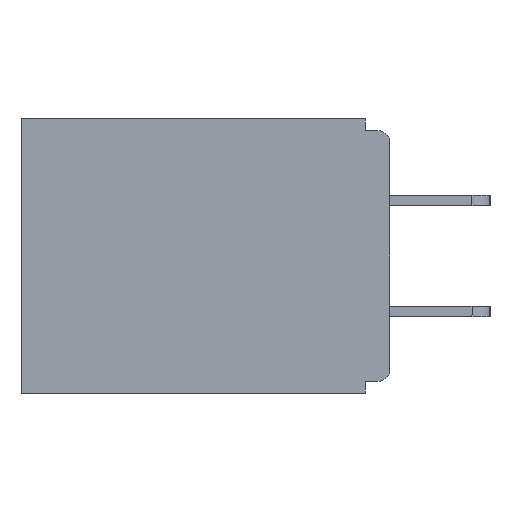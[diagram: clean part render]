
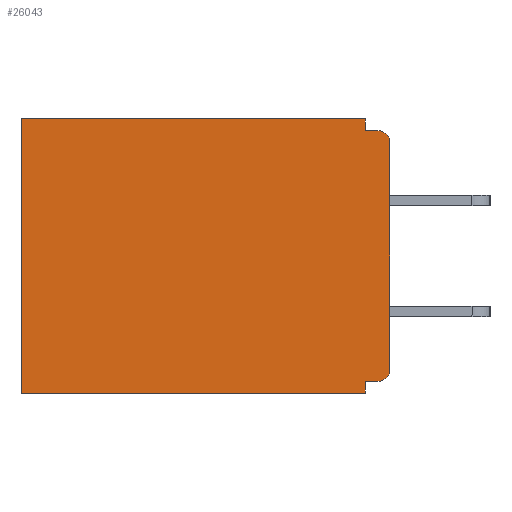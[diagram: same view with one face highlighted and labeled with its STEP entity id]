
A CAD part, left-side view. The second image highlights one B-rep face of the part: STEP entity #26043.
In plain terms, the highlighted planar face has unit normal (-1, 0, 0).
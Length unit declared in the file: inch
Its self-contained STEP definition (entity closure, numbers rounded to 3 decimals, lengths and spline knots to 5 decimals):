
#186 = VERTEX_POINT ( 'NONE', #26239 ) ;
#442 = DIRECTION ( 'NONE',  ( 0., 0., -1. ) ) ;
#674 = CARTESIAN_POINT ( 'NONE',  ( 0.298, 0., -0.343 ) ) ;
#1173 = CARTESIAN_POINT ( 'NONE',  ( 0.298, 0.46, 0. ) ) ;
#2036 = VECTOR ( 'NONE', #11762, 39.37008 ) ;
#2594 = LINE ( 'NONE', #674, #23956 ) ;
#2609 = ORIENTED_EDGE ( 'NONE', *, *, #21515, .F. ) ;
#2693 = LINE ( 'NONE', #17833, #2036 ) ;
#2925 = DIRECTION ( 'NONE',  ( 0., -1., 0. ) ) ;
#2979 = CARTESIAN_POINT ( 'NONE',  ( 0.298, 0., 0. ) ) ;
#3268 = CARTESIAN_POINT ( 'NONE',  ( 0.298, 0.031, -0.343 ) ) ;
#3684 = VERTEX_POINT ( 'NONE', #5505 ) ;
#3700 = EDGE_CURVE ( 'NONE', #16406, #3684, #2693, .T. ) ;
#4306 = AXIS2_PLACEMENT_3D ( 'NONE', #2979, #19260, #17478 ) ;
#4849 = CARTESIAN_POINT ( 'NONE',  ( 0.298, 0., -0.313 ) ) ;
#5505 = CARTESIAN_POINT ( 'NONE',  ( 0.298, 0.031, -0.015 ) ) ;
#5723 = VERTEX_POINT ( 'NONE', #24505 ) ;
#5743 = VECTOR ( 'NONE', #24757, 39.37008 ) ;
#5860 = ORIENTED_EDGE ( 'NONE', *, *, #3700, .F. ) ;
#5937 = DIRECTION ( 'NONE',  ( 0., 0., -1. ) ) ;
#6018 = CARTESIAN_POINT ( 'NONE',  ( 0.298, 0.015, -0.03 ) ) ;
#6040 = VERTEX_POINT ( 'NONE', #18706 ) ;
#6513 = ORIENTED_EDGE ( 'NONE', *, *, #15721, .T. ) ;
#6921 = EDGE_CURVE ( 'NONE', #25392, #186, #20282, .T. ) ;
#7068 = ORIENTED_EDGE ( 'NONE', *, *, #25485, .F. ) ;
#7139 = FACE_OUTER_BOUND ( 'NONE', #12972, .T. ) ;
#7517 = EDGE_CURVE ( 'NONE', #16406, #19249, #19652, .T. ) ;
#8480 = LINE ( 'NONE', #16060, #9110 ) ;
#9110 = VECTOR ( 'NONE', #13882, 39.37008 ) ;
#9211 = CARTESIAN_POINT ( 'NONE',  ( 0.298, 0.46, 0. ) ) ;
#9304 = AXIS2_PLACEMENT_3D ( 'NONE', #25239, #12846, #442 ) ;
#9964 = VECTOR ( 'NONE', #17301, 39.37008 ) ;
#10816 = ORIENTED_EDGE ( 'NONE', *, *, #13458, .F. ) ;
#11244 = CIRCLE ( 'NONE', #9304, 0.015 ) ;
#11293 = DIRECTION ( 'NONE',  ( 0., 0., -1. ) ) ;
#11762 = DIRECTION ( 'NONE',  ( 0., 0., -1. ) ) ;
#12822 = ORIENTED_EDGE ( 'NONE', *, *, #6921, .F. ) ;
#12846 = DIRECTION ( 'NONE',  ( -1., 0., 0. ) ) ;
#12972 = EDGE_LOOP ( 'NONE', ( #6513, #21036, #5860, #22160, #17713, #7068, #2609, #12822, #24391, #10816 ) ) ;
#13400 = EDGE_CURVE ( 'NONE', #19249, #5723, #23665, .T. ) ;
#13458 = EDGE_CURVE ( 'NONE', #15802, #15603, #8480, .T. ) ;
#13882 = DIRECTION ( 'NONE',  ( 0., 0., -1. ) ) ;
#14604 = CARTESIAN_POINT ( 'NONE',  ( 0.298, 0., -0.03 ) ) ;
#14652 = EDGE_CURVE ( 'NONE', #25392, #15603, #11244, .T. ) ;
#15163 = DIRECTION ( 'NONE',  ( 0., 1., 0. ) ) ;
#15389 = PLANE ( 'NONE',  #4306 ) ;
#15603 = VERTEX_POINT ( 'NONE', #4849 ) ;
#15721 = EDGE_CURVE ( 'NONE', #15802, #6040, #16715, .T. ) ;
#15802 = VERTEX_POINT ( 'NONE', #14604 ) ;
#16060 = CARTESIAN_POINT ( 'NONE',  ( 0.298, 0., 0. ) ) ;
#16396 = LINE ( 'NONE', #21561, #21227 ) ;
#16406 = VERTEX_POINT ( 'NONE', #22465 ) ;
#16715 = CIRCLE ( 'NONE', #20205, 0.015 ) ;
#17301 = DIRECTION ( 'NONE',  ( 0., 1., 0. ) ) ;
#17478 = DIRECTION ( 'NONE',  ( 0., 0., -1. ) ) ;
#17713 = ORIENTED_EDGE ( 'NONE', *, *, #13400, .T. ) ;
#17833 = CARTESIAN_POINT ( 'NONE',  ( 0.298, 0.031, -0.343 ) ) ;
#18339 = CARTESIAN_POINT ( 'NONE',  ( 0.298, 0.031, -0.343 ) ) ;
#18600 = CARTESIAN_POINT ( 'NONE',  ( 0.298, 0.015, -0.328 ) ) ;
#18706 = CARTESIAN_POINT ( 'NONE',  ( 0.298, 0.015, -0.015 ) ) ;
#19249 = VERTEX_POINT ( 'NONE', #1173 ) ;
#19260 = DIRECTION ( 'NONE',  ( 1., 0., 0. ) ) ;
#19652 = LINE ( 'NONE', #23232, #9964 ) ;
#20205 = AXIS2_PLACEMENT_3D ( 'NONE', #6018, #20467, #20371 ) ;
#20282 = LINE ( 'NONE', #26658, #5743 ) ;
#20371 = DIRECTION ( 'NONE',  ( 0., 0., -1. ) ) ;
#20467 = DIRECTION ( 'NONE',  ( -1., 0., 0. ) ) ;
#21036 = ORIENTED_EDGE ( 'NONE', *, *, #21802, .F. ) ;
#21227 = VECTOR ( 'NONE', #2925, 39.37008 ) ;
#21515 = EDGE_CURVE ( 'NONE', #186, #25337, #23184, .T. ) ;
#21561 = CARTESIAN_POINT ( 'NONE',  ( 0.298, 0., -0.015 ) ) ;
#21802 = EDGE_CURVE ( 'NONE', #3684, #6040, #16396, .T. ) ;
#22160 = ORIENTED_EDGE ( 'NONE', *, *, #7517, .T. ) ;
#22465 = CARTESIAN_POINT ( 'NONE',  ( 0.298, 0.031, 0. ) ) ;
#23184 = LINE ( 'NONE', #18339, #25158 ) ;
#23232 = CARTESIAN_POINT ( 'NONE',  ( 0.298, 0., 0. ) ) ;
#23665 = LINE ( 'NONE', #9211, #23979 ) ;
#23956 = VECTOR ( 'NONE', #15163, 39.37008 ) ;
#23979 = VECTOR ( 'NONE', #11293, 39.37008 ) ;
#24391 = ORIENTED_EDGE ( 'NONE', *, *, #14652, .T. ) ;
#24505 = CARTESIAN_POINT ( 'NONE',  ( 0.298, 0.46, -0.343 ) ) ;
#24757 = DIRECTION ( 'NONE',  ( 0., 1., 0. ) ) ;
#25158 = VECTOR ( 'NONE', #5937, 39.37008 ) ;
#25239 = CARTESIAN_POINT ( 'NONE',  ( 0.298, 0.015, -0.313 ) ) ;
#25337 = VERTEX_POINT ( 'NONE', #3268 ) ;
#25392 = VERTEX_POINT ( 'NONE', #18600 ) ;
#25485 = EDGE_CURVE ( 'NONE', #25337, #5723, #2594, .T. ) ;
#26043 = ADVANCED_FACE ( 'NONE', ( #7139 ), #15389, .F. ) ;
#26239 = CARTESIAN_POINT ( 'NONE',  ( 0.298, 0.031, -0.328 ) ) ;
#26658 = CARTESIAN_POINT ( 'NONE',  ( 0.298, 0., -0.328 ) ) ;
